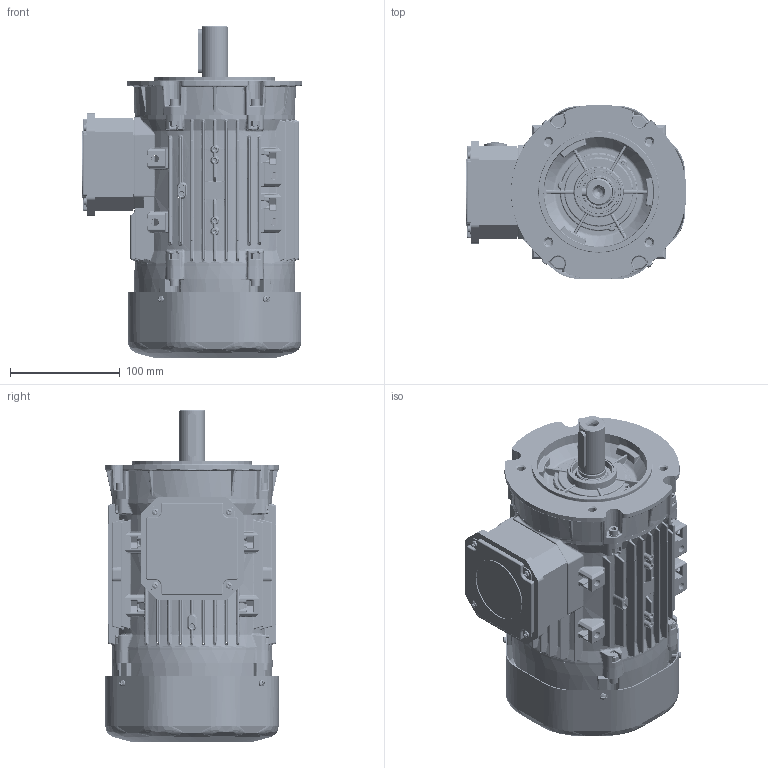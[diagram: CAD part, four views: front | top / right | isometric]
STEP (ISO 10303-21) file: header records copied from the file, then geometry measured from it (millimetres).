
FILE_DESCRIPTION(/* description */ (''),/* implementation_level */ '2;1');
FILE_NAME(/* name */ '6431458xx_AA.stp',/* time_stamp */ '2017-11-06T15:11:39+03:00',/* author */ (''),/* organization */ (''),/* preprocessor_version */ 'ST-DEVELOPER v15',/* originating_system */ 'SIEMENS PLM Software NX 9.0',/* authorisation */ '');
FILE_SCHEMA (('AUTOMOTIVE_DESIGN { 1 0 10303 214 3 1 1 1 }'));
Products named in the file (1): Ar311A3C0609zrs9
Bounding box: 201.45 x 159.7 x 303 mm (x, y, z)
Surface area: 472863.6 mm2 (no closed solid volume)
Topology: 0 solids, 98 shells, 7492 faces, 19462 edges, 11344 vertices
Faces by surface type: bspline 2606, cylinder 2218, plane 1377, sphere 503, cone 412, torus 376
Full cylindrical faces by diameter (mm): 3 x3, 3.5 x1, 3.985 x2, 4.134 x1, 4.22 x1, 4.6 x3, 5.5 x1, 6.8 x5, 8 x1, 8.4 x1, 9.3 x4, 19.1 x1, 19.2 x1, 19.55 x1, 20 x2, 20.2 x2, 23.6 x1, 24 x1, 25 x1, 28.8 x4, 30 x1, 38.45 x2, 40 x1, 40.59 x4, 42 x1, 47 x3, 47.6 x1, 57.4 x1, 61 x1, 68 x1
Entity records: 277322 total; most frequent: CARTESIAN_POINT 112577, ORIENTED_EDGE 35045, DIRECTION 32408, EDGE_CURVE 18740, AXIS2_PLACEMENT_3D 13509, VERTEX_POINT 11248, EDGE_LOOP 7977, ADVANCED_FACE 7492
